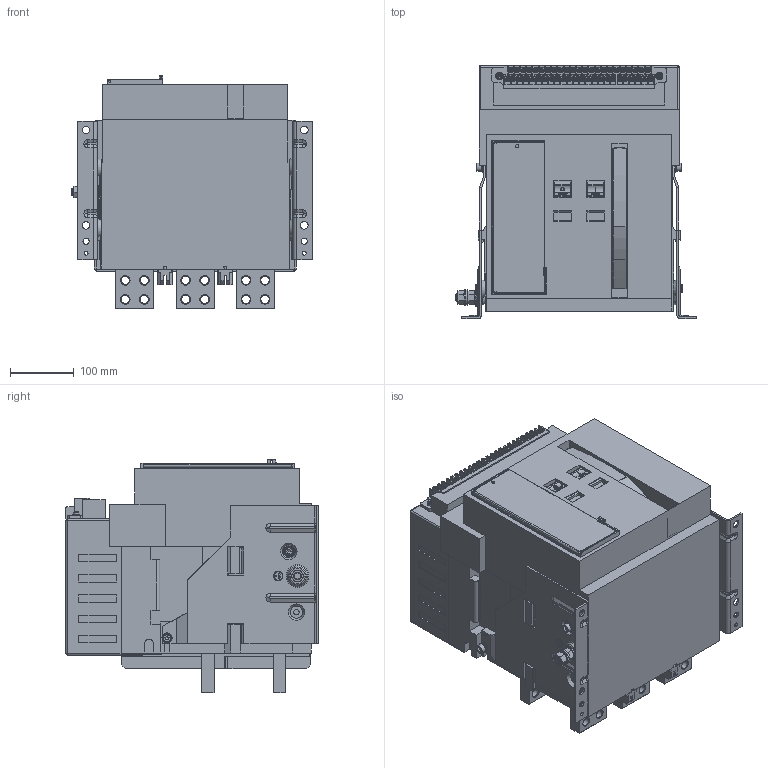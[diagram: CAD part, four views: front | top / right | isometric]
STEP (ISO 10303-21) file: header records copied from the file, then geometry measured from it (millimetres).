
FILE_DESCRIPTION (( 'STEP AP203' ), '1' );
FILE_NAME ('nt45-2000-2000.ÃÌ Âûêëþ÷àòåëü íàãðóçêè ÂÍ-45 2000-2000À 3P ñòàöèîíàðíûé EKF PROxima.STEP', '2026-02-18T09:34:48', ( '' ), ( '' ), 'SwSTEP 2.0', 'SolidWorks 2021', '' );
FILE_SCHEMA (( 'CONFIG_CONTROL_DESIGN' ));
Length unit declared in the file: millimetre
Products named in the file (14): Êîïèÿ Âèíò êîìáèíèðîâàííûé Ì4õ18^nt45-2000-2000.ÃÌ Âûêëþ÷àòåëü íàãðóçêè ÂÍ-45 2000-2000À 3P ñòàöèîíàðíûé EKF PROxima_00; Êîïèÿ Øàéáà Ì12 DIN125^nt45-2000-2000.ÃÌ Âûêëþ÷àòåëü íàãðóçêè ÂÍ-45 2000-2000À 3P ñòàöèîíàðíûé EKF PROxima_Washer DIN 125 - A 13; Êîïèÿ Êîïèÿ mccb45-2000-2000_Case^nt45-2000-2000.ÃÌ Âûêëþ÷àòåëü íàãðóçêè ÂÍ-45 2000-2000À 3P ñòàöèîíàðíûé EKF PROxima_00; Êîïèÿ mccb45-2000-1600_Holder^nt45-2000-2000.ÃÌ Âûêëþ÷àòåëü íàãðóçêè ÂÍ-45 2000-2000À 3P ñòàöèîíàðíûé EKF PROxima_00; Êîïèÿ Øàéáà Ì8 DIN125^nt45-2000-2000.ÃÌ Âûêëþ÷àòåëü íàãðóçêè ÂÍ-45 2000-2000À 3P ñòàöèîíàðíûé EKF PROxima_Washer DIN 125 - A 8.4; Êîïèÿ mccb45-2000-1600_Door^nt45-2000-2000.ÃÌ Âûêëþ÷àòåëü íàãðóçêè ÂÍ-45 2000-2000À 3P ñòàöèîíàðíûé EKF PROxima_00; Êîïèÿ mccb45-2000-1600_Terminal bus^nt45-2000-2000.ÃÌ Âûêëþ÷àòåëü íàãðóçêè ÂÍ-45 2000-2000À 3P ñòàöèîíàðíûé EKF PROxima_00; Êîïèÿ Ãðîâåð Ì12 DIN128^nt45-2000-2000.ÃÌ Âûêëþ÷àòåëü íàãðóçêè ÂÍ-45 2000-2000À 3P ñòàöèîíàðíûé EKF PROxima_Spring washer DIN 128 - A12; Êîïèÿ Ãàéêà Ì12 DIN934^nt45-2000-2000.ÃÌ Âûêëþ÷àòåëü íàãðóçêè ÂÍ-45 2000-2000À 3P ñòàöèîíàðíûé EKF PROxima_Hexagon Nut ISO 4034 - M12 - N; Êîïèÿ Áîëò Ì12õ35^nt45-2000-2000.ÃÌ Âûêëþ÷àòåëü íàãðóçêè ÂÍ-45 2000-2000À 3P ñòàöèîíàðíûé EKF PROxima_DIN EN 24017 - M12 x 40-N; Êîïèÿ Ãàéêà êâàäðàòíàÿ Ì8^nt45-2000-2000.ÃÌ Âûêëþ÷àòåëü íàãðóçêè ÂÍ-45 2000-2000À 3P ñòàöèîíàðíûé EKF PROxima_Square nut DIN 557 M12 - SW18 -N; nt45-2000-2000.ÃÌ Âûêëþ÷àòåëü íàãðóçêè ÂÍ-45 2000-2000À 3P ñòàöèîíàðíûé EKF PROxima; Êîïèÿ Ãðîâåð Ì8 DIN128^nt45-2000-2000.ÃÌ Âûêëþ÷àòåëü íàãðóçêè ÂÍ-45 2000-2000À 3P ñòàöèîíàðíûé EKF PROxima_Spring washer DIN 128 - A8; Êîïèÿ Âèíò Ì8õ30 DIN912^nt45-2000-2000.ÃÌ Âûêëþ÷àòåëü íàãðóçêè ÂÍ-45 2000-2000À 3P ñòàöèîíàðíûé EKF PROxima_DIN 912 M8x1 x 30 --- 30N
Assembly tree (29 placements, depth 2):
  nt45-2000-2000.ÃÌ Âûêëþ÷àòåëü íàãðóçêè ÂÍ-45 2000-2000À 3P ñòàöèîíàðíûé EKF PROxima
    Êîïèÿ Êîïèÿ mccb45-2000-2000_Case^nt45-2000-2000.ÃÌ Âûêëþ÷àòåëü íàãðóçêè ÂÍ-45 2000-2000À 3P ñòàöèîíàðíûé EKF PROxima_00
    Êîïèÿ Øàéáà Ì8 DIN125^nt45-2000-2000.ÃÌ Âûêëþ÷àòåëü íàãðóçêè ÂÍ-45 2000-2000À 3P ñòàöèîíàðíûé EKF PROxima_Washer DIN 125 - A 8.4  x4
    Êîïèÿ Ãðîâåð Ì8 DIN128^nt45-2000-2000.ÃÌ Âûêëþ÷àòåëü íàãðóçêè ÂÍ-45 2000-2000À 3P ñòàöèîíàðíûé EKF PROxima_Spring washer DIN 128 - A8  x4
    Êîïèÿ Âèíò Ì8õ30 DIN912^nt45-2000-2000.ÃÌ Âûêëþ÷àòåëü íàãðóçêè ÂÍ-45 2000-2000À 3P ñòàöèîíàðíûé EKF PROxima_DIN 912 M8x1 x 30 --- 30N  x4
    Êîïèÿ Ãðîâåð Ì12 DIN128^nt45-2000-2000.ÃÌ Âûêëþ÷àòåëü íàãðóçêè ÂÍ-45 2000-2000À 3P ñòàöèîíàðíûé EKF PROxima_Spring washer DIN 128 - A12
    Êîïèÿ Ãàéêà Ì12 DIN934^nt45-2000-2000.ÃÌ Âûêëþ÷àòåëü íàãðóçêè ÂÍ-45 2000-2000À 3P ñòàöèîíàðíûé EKF PROxima_Hexagon Nut ISO 4034 - M12 - N  x2
    Êîïèÿ Øàéáà Ì12 DIN125^nt45-2000-2000.ÃÌ Âûêëþ÷àòåëü íàãðóçêè ÂÍ-45 2000-2000À 3P ñòàöèîíàðíûé EKF PROxima_Washer DIN 125 - A 13  x2
    Êîïèÿ Ãàéêà êâàäðàòíàÿ Ì8^nt45-2000-2000.ÃÌ Âûêëþ÷àòåëü íàãðóçêè ÂÍ-45 2000-2000À 3P ñòàöèîíàðíûé EKF PROxima_Square nut DIN 557 M12 - SW18 -N  x2
    Êîïèÿ Âèíò êîìáèíèðîâàííûé Ì4õ18^nt45-2000-2000.ÃÌ Âûêëþ÷àòåëü íàãðóçêè ÂÍ-45 2000-2000À 3P ñòàöèîíàðíûé EKF PROxima_00  x4
    Êîïèÿ Áîëò Ì12õ35^nt45-2000-2000.ÃÌ Âûêëþ÷àòåëü íàãðóçêè ÂÍ-45 2000-2000À 3P ñòàöèîíàðíûé EKF PROxima_DIN EN 24017 - M12 x 40-N
    Êîïèÿ mccb45-2000-1600_Holder^nt45-2000-2000.ÃÌ Âûêëþ÷àòåëü íàãðóçêè ÂÍ-45 2000-2000À 3P ñòàöèîíàðíûé EKF PROxima_00  x2
    Êîïèÿ mccb45-2000-1600_Terminal bus^nt45-2000-2000.ÃÌ Âûêëþ÷àòåëü íàãðóçêè ÂÍ-45 2000-2000À 3P ñòàöèîíàðíûé EKF PROxima_00
    Êîïèÿ mccb45-2000-1600_Door^nt45-2000-2000.ÃÌ Âûêëþ÷àòåëü íàãðóçêè ÂÍ-45 2000-2000À 3P ñòàöèîíàðíûé EKF PROxima_00
Bounding box: 379.5 x 399.3 x 368.1 mm (x, y, z)
Volume: 31538327.1 mm3; surface area: 1228004.5 mm2
Topology: 31 solids, 31 shells, 3092 faces, 8290 edges, 5453 vertices
Faces by surface type: plane 2270, cylinder 372, cone 161, bspline 143, torus 138, sphere 8
Full cylindrical faces by diameter (mm): 1.6 x4, 2.5 x2, 3.9 x4, 4 x4, 4.3 x2, 4.8 x3, 5 x2, 5.3 x2, 5.4 x1, 5.5 x4, 6 x48, 6.2 x2, 6.4 x4, 6.8 x4, 7.9 x4, 8 x4, 8.4 x8, 8.6 x2, 8.8 x2, 9.7 x2, 10.2 x4, 12 x13, 12.5 x1, 13 x31, 15 x1, 16 x4, 18 x1, 19.9 x3, 24 x2
Entity records: 92576 total; most frequent: CARTESIAN_POINT 22748, ORIENTED_EDGE 14354, DIRECTION 12969, EDGE_CURVE 7177, VECTOR 5577, LINE 5577, VERTEX_POINT 4837, AXIS2_PLACEMENT_3D 3696
